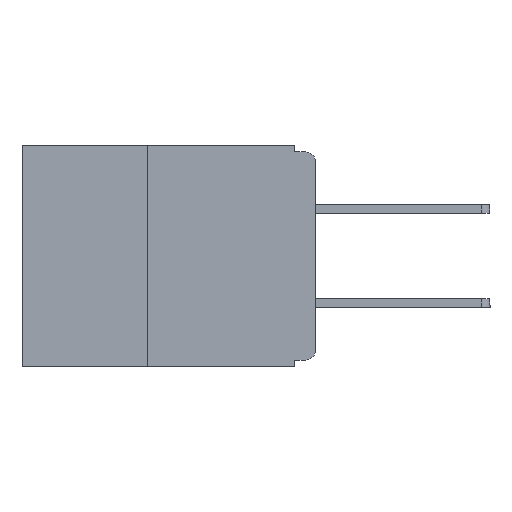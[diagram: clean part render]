
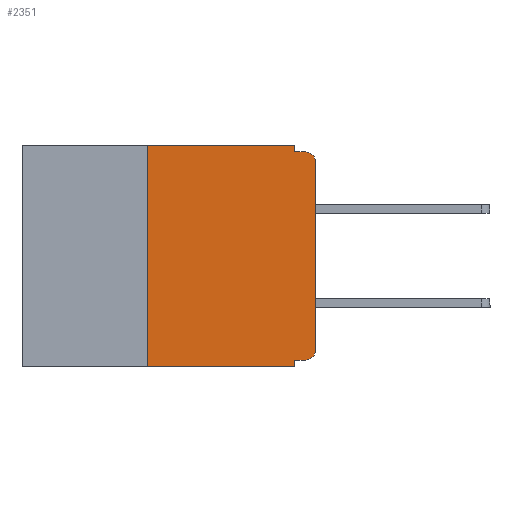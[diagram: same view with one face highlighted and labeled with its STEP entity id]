
A CAD part, left-side view. The second image highlights one B-rep face of the part: STEP entity #2351.
In plain terms, the highlighted planar face has unit normal (-1, 0, 0).
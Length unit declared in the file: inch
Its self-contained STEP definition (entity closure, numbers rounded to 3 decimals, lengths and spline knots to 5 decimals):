
#31 = VECTOR ( 'NONE', #11925, 39.37008 ) ;
#164 = LINE ( 'NONE', #5038, #12936 ) ;
#165 = DIRECTION ( 'NONE',  ( 0., 0., -1. ) ) ;
#585 = CARTESIAN_POINT ( 'NONE',  ( 0., 0.015, -0.025 ) ) ;
#728 = DIRECTION ( 'NONE',  ( 0., 0., -1. ) ) ;
#761 = VERTEX_POINT ( 'NONE', #14018 ) ;
#776 = DIRECTION ( 'NONE',  ( -1., 0., 0. ) ) ;
#780 = DIRECTION ( 'NONE',  ( -1., 0., 0. ) ) ;
#842 = CARTESIAN_POINT ( 'NONE',  ( 0., 0.015, -0.305 ) ) ;
#944 = VERTEX_POINT ( 'NONE', #7796 ) ;
#1337 = VERTEX_POINT ( 'NONE', #9739 ) ;
#1738 = VECTOR ( 'NONE', #12679, 39.37008 ) ;
#1978 = CARTESIAN_POINT ( 'NONE',  ( 0., 0.015, -0.01 ) ) ;
#2351 = ADVANCED_FACE ( 'NONE', ( #9416 ), #14599, .F. ) ;
#2418 = CARTESIAN_POINT ( 'NONE',  ( 0., 0.25, -0.33 ) ) ;
#3197 = CARTESIAN_POINT ( 'NONE',  ( 0., 0.031, -0.33 ) ) ;
#3331 = EDGE_CURVE ( 'NONE', #944, #7318, #164, .T. ) ;
#3897 = CARTESIAN_POINT ( 'NONE',  ( 0., 0.031, 0. ) ) ;
#3906 = DIRECTION ( 'NONE',  ( 0., -1., 0. ) ) ;
#3939 = AXIS2_PLACEMENT_3D ( 'NONE', #585, #776, #728 ) ;
#3965 = EDGE_LOOP ( 'NONE', ( #12771, #12886, #13072, #13227, #13422, #13507, #13560, #13689, #13873, #14092 ) ) ;
#3985 = LINE ( 'NONE', #20778, #7894 ) ;
#4003 = EDGE_CURVE ( 'NONE', #14990, #1337, #8864, .T. ) ;
#4071 = VERTEX_POINT ( 'NONE', #5881 ) ;
#4762 = EDGE_CURVE ( 'NONE', #14990, #4071, #3985, .T. ) ;
#5038 = CARTESIAN_POINT ( 'NONE',  ( 0., 0.437, 0. ) ) ;
#5687 = LINE ( 'NONE', #12797, #1738 ) ;
#5802 = VECTOR ( 'NONE', #7071, 39.37008 ) ;
#5881 = CARTESIAN_POINT ( 'NONE',  ( 0., 0.031, -0.32 ) ) ;
#5893 = CARTESIAN_POINT ( 'NONE',  ( 0., 0.015, -0.32 ) ) ;
#6743 = AXIS2_PLACEMENT_3D ( 'NONE', #18067, #19499, #14337 ) ;
#7071 = DIRECTION ( 'NONE',  ( 0., -1., 0. ) ) ;
#7318 = VERTEX_POINT ( 'NONE', #3897 ) ;
#7796 = CARTESIAN_POINT ( 'NONE',  ( 0., 0.25, 0. ) ) ;
#7894 = VECTOR ( 'NONE', #20810, 39.37008 ) ;
#7961 = EDGE_CURVE ( 'NONE', #4071, #10274, #5687, .T. ) ;
#8058 = EDGE_CURVE ( 'NONE', #19441, #944, #16621, .T. ) ;
#8395 = EDGE_CURVE ( 'NONE', #9062, #13286, #18086, .T. ) ;
#8694 = CARTESIAN_POINT ( 'NONE',  ( 0., 0., -0.01 ) ) ;
#8864 = CIRCLE ( 'NONE', #15629, 0.015 ) ;
#9062 = VERTEX_POINT ( 'NONE', #15225 ) ;
#9390 = EDGE_CURVE ( 'NONE', #1337, #9062, #20226, .T. ) ;
#9416 = FACE_OUTER_BOUND ( 'NONE', #3965, .T. ) ;
#9739 = CARTESIAN_POINT ( 'NONE',  ( 0., 0., -0.305 ) ) ;
#10274 = VERTEX_POINT ( 'NONE', #3197 ) ;
#10488 = CARTESIAN_POINT ( 'NONE',  ( 0., 0.25, -0.33 ) ) ;
#10741 = DIRECTION ( 'NONE',  ( 0., 0., 1. ) ) ;
#11107 = LINE ( 'NONE', #12664, #19047 ) ;
#11925 = DIRECTION ( 'NONE',  ( 0., -1., 0. ) ) ;
#12013 = DIRECTION ( 'NONE',  ( 0., 0., 1. ) ) ;
#12114 = CARTESIAN_POINT ( 'NONE',  ( 0., 0., 0. ) ) ;
#12664 = CARTESIAN_POINT ( 'NONE',  ( 0., 0.031, 0. ) ) ;
#12679 = DIRECTION ( 'NONE',  ( 0., 0., -1. ) ) ;
#12771 = ORIENTED_EDGE ( 'NONE', *, *, #9390, .T. ) ;
#12797 = CARTESIAN_POINT ( 'NONE',  ( 0., 0.031, -0.33 ) ) ;
#12886 = ORIENTED_EDGE ( 'NONE', *, *, #8395, .T. ) ;
#12936 = VECTOR ( 'NONE', #3906, 39.37008 ) ;
#13072 = ORIENTED_EDGE ( 'NONE', *, *, #19320, .F. ) ;
#13227 = ORIENTED_EDGE ( 'NONE', *, *, #16954, .F. ) ;
#13286 = VERTEX_POINT ( 'NONE', #1978 ) ;
#13422 = ORIENTED_EDGE ( 'NONE', *, *, #3331, .F. ) ;
#13507 = ORIENTED_EDGE ( 'NONE', *, *, #8058, .F. ) ;
#13528 = CARTESIAN_POINT ( 'NONE',  ( 0., 0.437, -0.33 ) ) ;
#13560 = ORIENTED_EDGE ( 'NONE', *, *, #17908, .T. ) ;
#13689 = ORIENTED_EDGE ( 'NONE', *, *, #7961, .F. ) ;
#13873 = ORIENTED_EDGE ( 'NONE', *, *, #4762, .F. ) ;
#14018 = CARTESIAN_POINT ( 'NONE',  ( 0., 0.031, -0.01 ) ) ;
#14092 = ORIENTED_EDGE ( 'NONE', *, *, #4003, .T. ) ;
#14268 = DIRECTION ( 'NONE',  ( 0., 0., -1. ) ) ;
#14337 = DIRECTION ( 'NONE',  ( 0., 0., -1. ) ) ;
#14599 = PLANE ( 'NONE',  #6743 ) ;
#14990 = VERTEX_POINT ( 'NONE', #5893 ) ;
#15225 = CARTESIAN_POINT ( 'NONE',  ( 0., 0., -0.025 ) ) ;
#15629 = AXIS2_PLACEMENT_3D ( 'NONE', #842, #780, #165 ) ;
#16621 = LINE ( 'NONE', #10488, #20284 ) ;
#16954 = EDGE_CURVE ( 'NONE', #7318, #761, #11107, .T. ) ;
#17908 = EDGE_CURVE ( 'NONE', #19441, #10274, #18530, .T. ) ;
#18067 = CARTESIAN_POINT ( 'NONE',  ( 0., 0.437, 0. ) ) ;
#18086 = CIRCLE ( 'NONE', #3939, 0.015 ) ;
#18530 = LINE ( 'NONE', #13528, #31 ) ;
#18700 = LINE ( 'NONE', #8694, #5802 ) ;
#19047 = VECTOR ( 'NONE', #14268, 39.37008 ) ;
#19320 = EDGE_CURVE ( 'NONE', #761, #13286, #18700, .T. ) ;
#19441 = VERTEX_POINT ( 'NONE', #2418 ) ;
#19499 = DIRECTION ( 'NONE',  ( 1., 0., 0. ) ) ;
#19723 = VECTOR ( 'NONE', #12013, 39.37008 ) ;
#20226 = LINE ( 'NONE', #12114, #19723 ) ;
#20284 = VECTOR ( 'NONE', #10741, 39.37008 ) ;
#20778 = CARTESIAN_POINT ( 'NONE',  ( 0., 0., -0.32 ) ) ;
#20810 = DIRECTION ( 'NONE',  ( 0., 1., 0. ) ) ;
